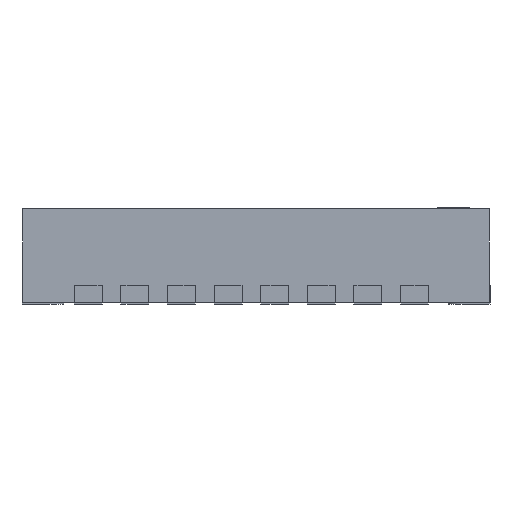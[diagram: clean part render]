
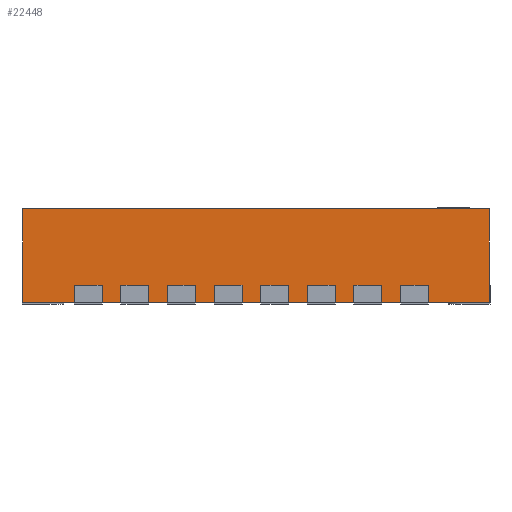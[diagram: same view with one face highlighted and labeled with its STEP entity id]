
A CAD part, left-side view. The second image highlights one B-rep face of the part: STEP entity #22448.
In plain terms, the highlighted planar face has unit normal (-1, 0, 0).
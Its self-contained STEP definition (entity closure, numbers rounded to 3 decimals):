
#232 = LINE ( 'NONE', #25320, #12897 ) ;
#3110 = DIRECTION ( 'NONE',  ( 0., -1., 0. ) ) ;
#3378 = CARTESIAN_POINT ( 'NONE',  ( -2.5, -2.5, 1. ) ) ;
#3650 = VERTEX_POINT ( 'NONE', #23674 ) ;
#7800 = EDGE_LOOP ( 'NONE', ( #16635, #19577, #14190, #17509 ) ) ;
#8327 = EDGE_CURVE ( 'NONE', #21003, #9636, #19640, .T. ) ;
#8909 = VECTOR ( 'NONE', #17220, 1000. ) ;
#9584 = DIRECTION ( 'NONE',  ( 0., 0., -1. ) ) ;
#9636 = VERTEX_POINT ( 'NONE', #3378 ) ;
#11395 = AXIS2_PLACEMENT_3D ( 'NONE', #18495, #16354, #9584 ) ;
#12897 = VECTOR ( 'NONE', #21113, 1000. ) ;
#13839 = VECTOR ( 'NONE', #23156, 1000. ) ;
#14190 = ORIENTED_EDGE ( 'NONE', *, *, #8327, .F. ) ;
#14432 = VERTEX_POINT ( 'NONE', #16300 ) ;
#15728 = VECTOR ( 'NONE', #3110, 1000. ) ;
#16300 = CARTESIAN_POINT ( 'NONE',  ( -2.5, -2.5, 0. ) ) ;
#16354 = DIRECTION ( 'NONE',  ( 1., 0., 0. ) ) ;
#16635 = ORIENTED_EDGE ( 'NONE', *, *, #26674, .T. ) ;
#17220 = DIRECTION ( 'NONE',  ( 0., -1., 0. ) ) ;
#17509 = ORIENTED_EDGE ( 'NONE', *, *, #19444, .T. ) ;
#18061 = PLANE ( 'NONE',  #11395 ) ;
#18495 = CARTESIAN_POINT ( 'NONE',  ( -2.5, -2.5, 1. ) ) ;
#19444 = EDGE_CURVE ( 'NONE', #21003, #3650, #25278, .T. ) ;
#19577 = ORIENTED_EDGE ( 'NONE', *, *, #19963, .F. ) ;
#19640 = LINE ( 'NONE', #26551, #15728 ) ;
#19963 = EDGE_CURVE ( 'NONE', #9636, #14432, #232, .T. ) ;
#20321 = FACE_OUTER_BOUND ( 'NONE', #7800, .T. ) ;
#21003 = VERTEX_POINT ( 'NONE', #27866 ) ;
#21060 = CARTESIAN_POINT ( 'NONE',  ( -2.5, -2.5, 0. ) ) ;
#21113 = DIRECTION ( 'NONE',  ( 0., 0., -1. ) ) ;
#22448 = ADVANCED_FACE ( 'NONE', ( #20321 ), #18061, .F. ) ;
#23156 = DIRECTION ( 'NONE',  ( 0., 0., -1. ) ) ;
#23674 = CARTESIAN_POINT ( 'NONE',  ( -2.5, 2.5, 0. ) ) ;
#25278 = LINE ( 'NONE', #27266, #13839 ) ;
#25320 = CARTESIAN_POINT ( 'NONE',  ( -2.5, -2.5, 1. ) ) ;
#26273 = LINE ( 'NONE', #21060, #8909 ) ;
#26551 = CARTESIAN_POINT ( 'NONE',  ( -2.5, -2.5, 1. ) ) ;
#26674 = EDGE_CURVE ( 'NONE', #3650, #14432, #26273, .T. ) ;
#27266 = CARTESIAN_POINT ( 'NONE',  ( -2.5, 2.5, 1. ) ) ;
#27866 = CARTESIAN_POINT ( 'NONE',  ( -2.5, 2.5, 1. ) ) ;
